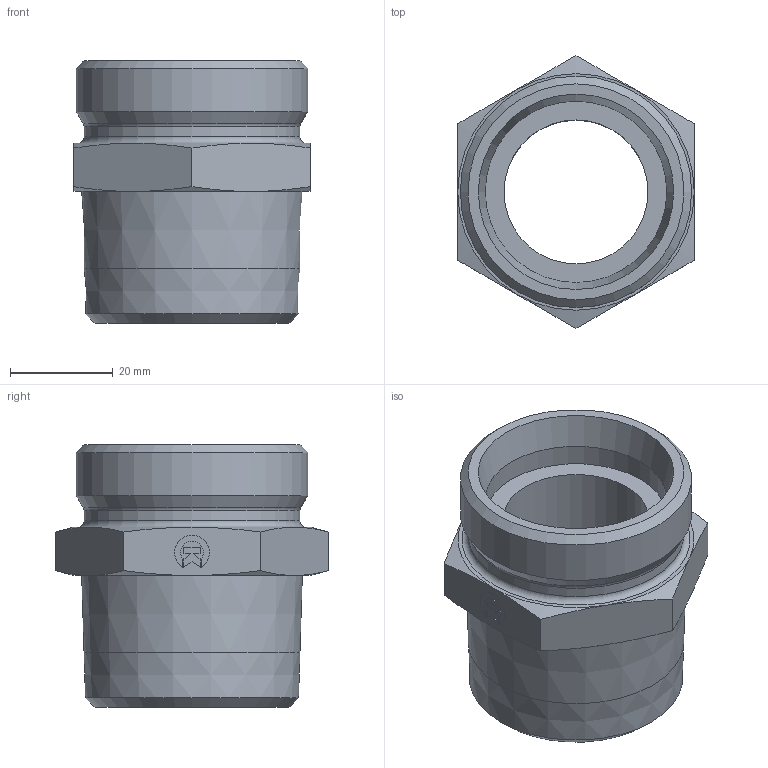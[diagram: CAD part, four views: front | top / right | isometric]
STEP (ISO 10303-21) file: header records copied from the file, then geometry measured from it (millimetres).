
FILE_DESCRIPTION((''),'2;1');
FILE_NAME('1763554.stp','2014-08-11T17:35:43',(''),('KNOMI spol. s r. o.'),'Autodesk Inventor 2012','Autodesk Inventor 2012','');
FILE_SCHEMA(('AUTOMOTIVE_DESIGN { 1 2 10303 214 0 1 1 1 }'));
Length unit declared in the file: millimetre
Products named in the file (1): PH-NPT 35L 1 1/4NPT/M45x2
Bounding box: 46 x 53.12 x 51 mm (x, y, z)
Volume: 41224.3 mm3; surface area: 13865.7 mm2
Topology: 1 solids, 1 shells, 70 faces, 165 edges, 104 vertices
Faces by surface type: plane 41, cone 19, cylinder 8, torus 2
Full cylindrical faces by diameter (mm): 28 x1, 35.3 x1, 42 x1, 45 x1
Entity records: 1896 total; most frequent: CARTESIAN_POINT 369, DIRECTION 304, ORIENTED_EDGE 298, EDGE_CURVE 149, AXIS2_PLACEMENT_3D 108, VERTEX_POINT 101, EDGE_LOOP 92, VECTOR 88
